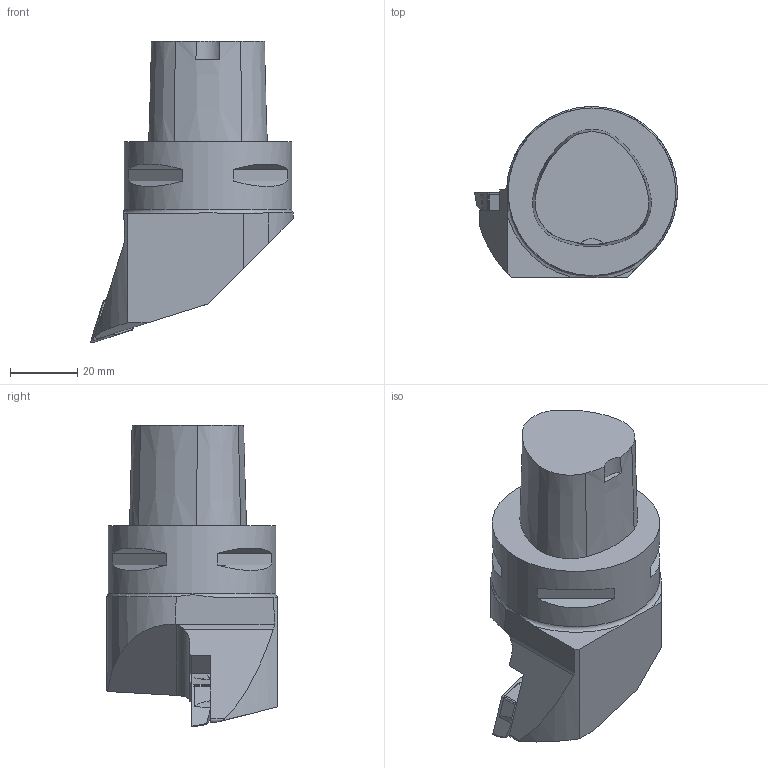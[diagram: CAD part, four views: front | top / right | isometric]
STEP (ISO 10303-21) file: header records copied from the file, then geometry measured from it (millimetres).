
FILE_DESCRIPTION(/* description */ (''),/* implementation_level */ '2;1');
FILE_NAME(/* name */ '1717060005818.stp',/* time_stamp */ '2024-05-30T11:06:49+02:00',/* author */ (''),/* organization */ ('SMS'),/* preprocessor_version */ 'ST-DEVELOPER v16.7',/* originating_system */ 'SIEMENS PLM Software NX 12.0',/* authorisation */ '');
FILE_SCHEMA (('AUTOMOTIVE_DESIGN { 1 0 10303 214 3 1 1 1 }'));
Length unit declared in the file: millimetre
Products named in the file (4): ASSEMBLY_CONSTRUCTION; 205333315mod000_00; 205341404mod000_00; 205341403mod000_00
Assembly tree (3 placements, depth 2):
  205341403mod000_00
    205341404mod000_00
    205333315mod000_00
    ASSEMBLY_CONSTRUCTION
Bounding box: 60.48 x 51 x 90 mm (x, y, z)
Volume: 118363.8 mm3; surface area: 15856.2 mm2
Topology: 2 solids, 2 shells, 90 faces, 235 edges, 160 vertices
Faces by surface type: plane 49, cylinder 18, cone 10, extrusion 8, bspline 4, torus 1
Full cylindrical faces by diameter (mm): 3.7 x1, 50 x1
Entity records: 3214 total; most frequent: CARTESIAN_POINT 878, ORIENTED_EDGE 456, DIRECTION 449, EDGE_CURVE 228, AXIS2_PLACEMENT_3D 158, VERTEX_POINT 150, VECTOR 133, LINE 125
